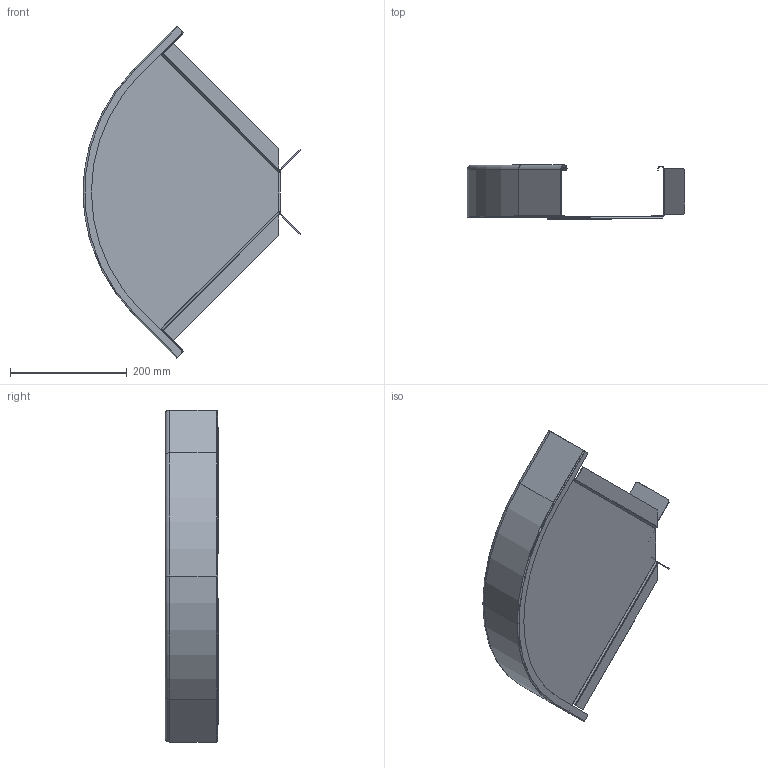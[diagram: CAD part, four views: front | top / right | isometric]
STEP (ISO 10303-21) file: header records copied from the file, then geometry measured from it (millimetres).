
FILE_DESCRIPTION((''),'2;1');
FILE_NAME('7126301_ASM','2012-11-15T',('AndreasKeweloh'),(''),'PRO/ENGINEER BY PARAMETRIC TECHNOLOGY CORPORATION, 2012230','PRO/ENGINEER BY PARAMETRIC TECHNOLOGY CORPORATION, 2012230','');
FILE_SCHEMA(('CONFIG_CONTROL_DESIGN'));
Length unit declared in the file: millimetre
Products named in the file (5): 7126301BODENBLECH90300; 7126301WINKELVERBINDER; 7126301WINKELVERBINDER85_ASM; 7126301AUSSENHOLM85300; 7126301_ASM
Assembly tree (4 placements, depth 3):
  7126301_ASM
    7126301BODENBLECH90300
    7126301WINKELVERBINDER85_ASM
      7126301WINKELVERBINDER
    7126301AUSSENHOLM85300
Bounding box: 372 x 91.75 x 567.81 mm (x, y, z)
Volume: 233775.9 mm3; surface area: 424294.3 mm2
Topology: 3 solids, 3 shells, 129 faces, 334 edges, 207 vertices
Faces by surface type: plane 70, cylinder 36, bspline 13, torus 6, cone 4
Entity records: 5316 total; most frequent: CARTESIAN_POINT 2122, ORIENTED_EDGE 660, DIRECTION 617, EDGE_CURVE 330, VECTOR 229, LINE 229, VERTEX_POINT 207, AXIS2_PLACEMENT_3D 194
